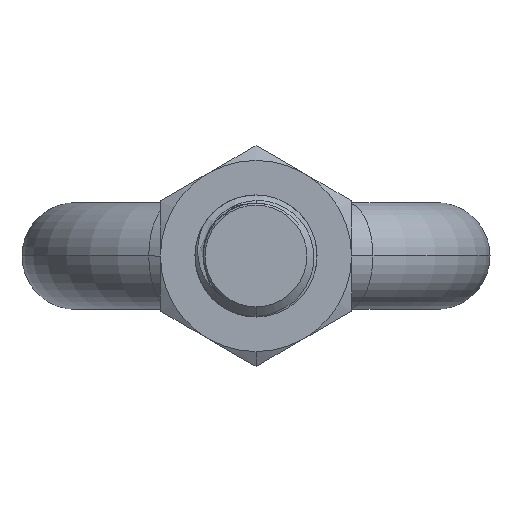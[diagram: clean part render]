
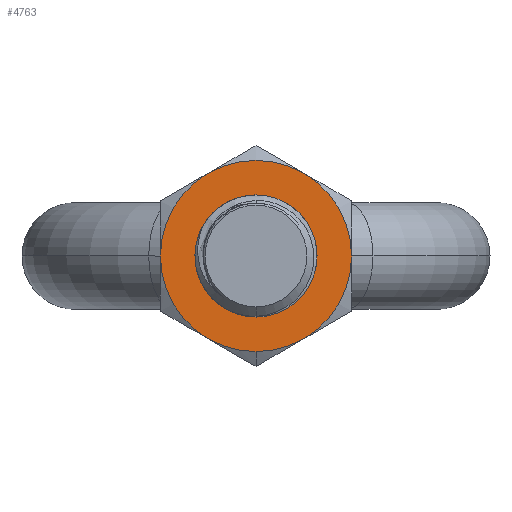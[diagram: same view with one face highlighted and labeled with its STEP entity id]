
A CAD part, front view. The second image highlights one B-rep face of the part: STEP entity #4763.
In plain terms, the highlighted planar face has unit normal (0, -1, 0).
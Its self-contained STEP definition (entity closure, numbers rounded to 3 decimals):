
#14 = CIRCLE ( 'NONE', #1581, 9.4 ) ;
#352 = AXIS2_PLACEMENT_3D ( 'NONE', #4205, #23908, #29099 ) ;
#1581 = AXIS2_PLACEMENT_3D ( 'NONE', #13028, #26333, #12174 ) ;
#1823 = ORIENTED_EDGE ( 'NONE', *, *, #16606, .F. ) ;
#1934 = ORIENTED_EDGE ( 'NONE', *, *, #7715, .T. ) ;
#2004 = PLANE ( 'NONE',  #4059 ) ;
#2297 = CIRCLE ( 'NONE', #24981, 6. ) ;
#2569 = DIRECTION ( 'NONE',  ( 0., 0., -1. ) ) ;
#3502 = DIRECTION ( 'NONE',  ( 0., -1., 0. ) ) ;
#3776 = ORIENTED_EDGE ( 'NONE', *, *, #14903, .T. ) ;
#3879 = ORIENTED_EDGE ( 'NONE', *, *, #17328, .F. ) ;
#3971 = CARTESIAN_POINT ( 'NONE',  ( -4.7, 15.3, -8.141 ) ) ;
#4059 = AXIS2_PLACEMENT_3D ( 'NONE', #22304, #5570, #17646 ) ;
#4183 = CARTESIAN_POINT ( 'NONE',  ( 0., 15.3, 6. ) ) ;
#4205 = CARTESIAN_POINT ( 'NONE',  ( 0., 15.3, 0. ) ) ;
#4267 = ORIENTED_EDGE ( 'NONE', *, *, #6624, .T. ) ;
#4404 = CARTESIAN_POINT ( 'NONE',  ( 0., 15.3, -6. ) ) ;
#4551 = EDGE_CURVE ( 'NONE', #17557, #8213, #25282, .T. ) ;
#4570 = DIRECTION ( 'NONE',  ( 0., -1., 0. ) ) ;
#4763 = ADVANCED_FACE ( 'NONE', ( #9815, #34509 ), #2004, .T. ) ;
#5212 = CARTESIAN_POINT ( 'NONE',  ( 4.7, 15.3, 8.141 ) ) ;
#5570 = DIRECTION ( 'NONE',  ( 0., -1., 0. ) ) ;
#5776 = EDGE_LOOP ( 'NONE', ( #17040, #4267, #34555, #23057, #1934, #9737, #3776 ) ) ;
#6129 = CIRCLE ( 'NONE', #18174, 9.4 ) ;
#6354 = CARTESIAN_POINT ( 'NONE',  ( 9.4, 15.3, 0. ) ) ;
#6624 = EDGE_CURVE ( 'NONE', #34740, #19619, #8911, .T. ) ;
#6909 = AXIS2_PLACEMENT_3D ( 'NONE', #15084, #34763, #7272 ) ;
#7272 = DIRECTION ( 'NONE',  ( 0., 0., -1. ) ) ;
#7715 = EDGE_CURVE ( 'NONE', #12664, #17557, #32718, .T. ) ;
#7745 = VERTEX_POINT ( 'NONE', #3971 ) ;
#7943 = CARTESIAN_POINT ( 'NONE',  ( -4.7, 15.3, 8.141 ) ) ;
#8213 = VERTEX_POINT ( 'NONE', #8436 ) ;
#8335 = DIRECTION ( 'NONE',  ( 0., -1., 0. ) ) ;
#8436 = CARTESIAN_POINT ( 'NONE',  ( -9.4, 15.3, 0. ) ) ;
#8911 = CIRCLE ( 'NONE', #23904, 9.4 ) ;
#8966 = CARTESIAN_POINT ( 'NONE',  ( 0., 15.3, -9.4 ) ) ;
#9737 = ORIENTED_EDGE ( 'NONE', *, *, #4551, .T. ) ;
#9815 = FACE_BOUND ( 'NONE', #25594, .T. ) ;
#10214 = DIRECTION ( 'NONE',  ( 0., 0., -1. ) ) ;
#10705 = VERTEX_POINT ( 'NONE', #4404 ) ;
#12174 = DIRECTION ( 'NONE',  ( 0., 0., -1. ) ) ;
#12273 = CARTESIAN_POINT ( 'NONE',  ( 0., 15.3, 0. ) ) ;
#12664 = VERTEX_POINT ( 'NONE', #5212 ) ;
#13028 = CARTESIAN_POINT ( 'NONE',  ( 0., 15.3, 0. ) ) ;
#13042 = DIRECTION ( 'NONE',  ( 0., -1., 0. ) ) ;
#13160 = CARTESIAN_POINT ( 'NONE',  ( 0., 15.3, 0. ) ) ;
#13769 = CIRCLE ( 'NONE', #352, 9.4 ) ;
#14903 = EDGE_CURVE ( 'NONE', #8213, #7745, #14, .T. ) ;
#15010 = DIRECTION ( 'NONE',  ( 0., -1., 0. ) ) ;
#15084 = CARTESIAN_POINT ( 'NONE',  ( 0., 15.3, 0. ) ) ;
#16606 = EDGE_CURVE ( 'NONE', #10705, #35833, #18217, .T. ) ;
#17040 = ORIENTED_EDGE ( 'NONE', *, *, #28464, .T. ) ;
#17328 = EDGE_CURVE ( 'NONE', #35833, #10705, #2297, .T. ) ;
#17557 = VERTEX_POINT ( 'NONE', #7943 ) ;
#17646 = DIRECTION ( 'NONE',  ( 0., 0., -1. ) ) ;
#17950 = AXIS2_PLACEMENT_3D ( 'NONE', #21435, #4570, #10214 ) ;
#18174 = AXIS2_PLACEMENT_3D ( 'NONE', #31466, #3502, #22944 ) ;
#18217 = CIRCLE ( 'NONE', #17950, 6. ) ;
#18939 = DIRECTION ( 'NONE',  ( 0., 0., -1. ) ) ;
#19174 = EDGE_CURVE ( 'NONE', #19619, #35325, #13769, .T. ) ;
#19619 = VERTEX_POINT ( 'NONE', #21517 ) ;
#21435 = CARTESIAN_POINT ( 'NONE',  ( 0., 15.3, 0. ) ) ;
#21517 = CARTESIAN_POINT ( 'NONE',  ( 4.7, 15.3, -8.141 ) ) ;
#22304 = CARTESIAN_POINT ( 'NONE',  ( 0., 15.3, 0. ) ) ;
#22944 = DIRECTION ( 'NONE',  ( 0., 0., -1. ) ) ;
#23057 = ORIENTED_EDGE ( 'NONE', *, *, #33239, .T. ) ;
#23904 = AXIS2_PLACEMENT_3D ( 'NONE', #24483, #29802, #29919 ) ;
#23908 = DIRECTION ( 'NONE',  ( 0., -1., 0. ) ) ;
#24120 = AXIS2_PLACEMENT_3D ( 'NONE', #33460, #8335, #2569 ) ;
#24483 = CARTESIAN_POINT ( 'NONE',  ( 0., 15.3, 0. ) ) ;
#24981 = AXIS2_PLACEMENT_3D ( 'NONE', #13160, #13042, #18939 ) ;
#25282 = CIRCLE ( 'NONE', #24120, 9.4 ) ;
#25594 = EDGE_LOOP ( 'NONE', ( #1823, #3879 ) ) ;
#26333 = DIRECTION ( 'NONE',  ( 0., -1., 0. ) ) ;
#28360 = AXIS2_PLACEMENT_3D ( 'NONE', #12273, #15010, #34690 ) ;
#28464 = EDGE_CURVE ( 'NONE', #7745, #34740, #6129, .T. ) ;
#29099 = DIRECTION ( 'NONE',  ( 0., 0., -1. ) ) ;
#29802 = DIRECTION ( 'NONE',  ( 0., -1., 0. ) ) ;
#29919 = DIRECTION ( 'NONE',  ( 0., 0., -1. ) ) ;
#31466 = CARTESIAN_POINT ( 'NONE',  ( 0., 15.3, 0. ) ) ;
#32718 = CIRCLE ( 'NONE', #6909, 9.4 ) ;
#33239 = EDGE_CURVE ( 'NONE', #35325, #12664, #33335, .T. ) ;
#33335 = CIRCLE ( 'NONE', #28360, 9.4 ) ;
#33460 = CARTESIAN_POINT ( 'NONE',  ( 0., 15.3, 0. ) ) ;
#34509 = FACE_OUTER_BOUND ( 'NONE', #5776, .T. ) ;
#34555 = ORIENTED_EDGE ( 'NONE', *, *, #19174, .T. ) ;
#34690 = DIRECTION ( 'NONE',  ( 0., 0., -1. ) ) ;
#34740 = VERTEX_POINT ( 'NONE', #8966 ) ;
#34763 = DIRECTION ( 'NONE',  ( 0., -1., 0. ) ) ;
#35325 = VERTEX_POINT ( 'NONE', #6354 ) ;
#35833 = VERTEX_POINT ( 'NONE', #4183 ) ;
